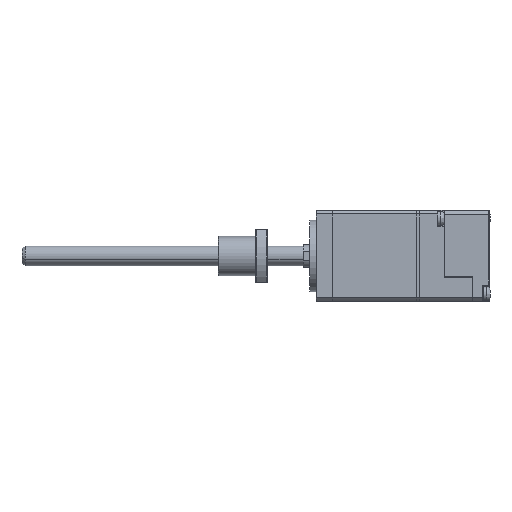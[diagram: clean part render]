
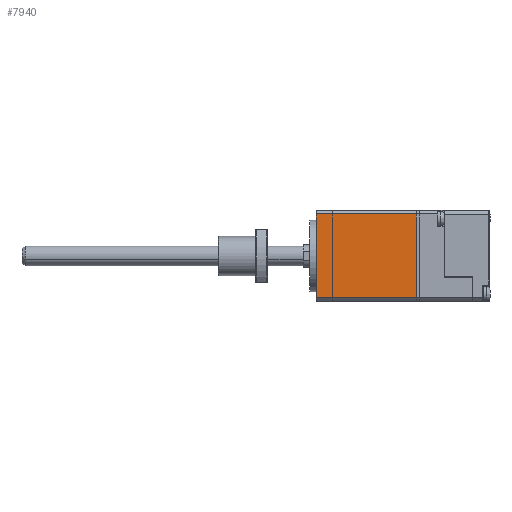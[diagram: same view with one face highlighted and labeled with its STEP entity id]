
A CAD part, left-side view. The second image highlights one B-rep face of the part: STEP entity #7940.
In plain terms, the highlighted planar face has unit normal (-1, 0, 0).
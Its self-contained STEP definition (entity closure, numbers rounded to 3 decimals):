
#123 = ORIENTED_EDGE ( 'NONE', *, *, #7762, .F. ) ;
#126 = VECTOR ( 'NONE', #1921, 1000. ) ;
#559 = VECTOR ( 'NONE', #6566, 1000. ) ;
#936 = VERTEX_POINT ( 'NONE', #8180 ) ;
#1085 = ORIENTED_EDGE ( 'NONE', *, *, #7263, .T. ) ;
#1793 = CARTESIAN_POINT ( 'NONE',  ( -26.711, -0.974, 6.755 ) ) ;
#1921 = DIRECTION ( 'NONE',  ( 0., -1., 0. ) ) ;
#1968 = CARTESIAN_POINT ( 'NONE',  ( -26.711, -31.654, 32.445 ) ) ;
#2117 = LINE ( 'NONE', #2665, #126 ) ;
#2665 = CARTESIAN_POINT ( 'NONE',  ( -26.711, -0.974, 6.755 ) ) ;
#2847 = CARTESIAN_POINT ( 'NONE',  ( -26.711, -0.974, 32.445 ) ) ;
#3154 = VECTOR ( 'NONE', #4700, 1000. ) ;
#3660 = PLANE ( 'NONE',  #3938 ) ;
#3693 = DIRECTION ( 'NONE',  ( 0., 0., -1. ) ) ;
#3849 = EDGE_CURVE ( 'NONE', #6963, #936, #2117, .T. ) ;
#3853 = EDGE_LOOP ( 'NONE', ( #123, #7160, #1085, #7329 ) ) ;
#3938 = AXIS2_PLACEMENT_3D ( 'NONE', #8852, #8148, #3693 ) ;
#3952 = CARTESIAN_POINT ( 'NONE',  ( -26.711, -0.974, 32.445 ) ) ;
#3984 = VERTEX_POINT ( 'NONE', #5015 ) ;
#4700 = DIRECTION ( 'NONE',  ( 0., -1., 0. ) ) ;
#4717 = CARTESIAN_POINT ( 'NONE',  ( -26.711, -0.974, 32.445 ) ) ;
#5015 = CARTESIAN_POINT ( 'NONE',  ( -26.711, -31.654, 32.445 ) ) ;
#6420 = DIRECTION ( 'NONE',  ( 0., 0., -1. ) ) ;
#6520 = LINE ( 'NONE', #2847, #559 ) ;
#6566 = DIRECTION ( 'NONE',  ( 0., 0., -1. ) ) ;
#6742 = VECTOR ( 'NONE', #6420, 1000. ) ;
#6896 = EDGE_CURVE ( 'NONE', #7532, #3984, #9078, .T. ) ;
#6963 = VERTEX_POINT ( 'NONE', #1793 ) ;
#7160 = ORIENTED_EDGE ( 'NONE', *, *, #6896, .F. ) ;
#7263 = EDGE_CURVE ( 'NONE', #7532, #6963, #6520, .T. ) ;
#7309 = FACE_OUTER_BOUND ( 'NONE', #3853, .T. ) ;
#7329 = ORIENTED_EDGE ( 'NONE', *, *, #3849, .T. ) ;
#7532 = VERTEX_POINT ( 'NONE', #4717 ) ;
#7762 = EDGE_CURVE ( 'NONE', #3984, #936, #8250, .T. ) ;
#7940 = ADVANCED_FACE ( 'NONE', ( #7309 ), #3660, .T. ) ;
#8148 = DIRECTION ( 'NONE',  ( -1., 0., 0. ) ) ;
#8180 = CARTESIAN_POINT ( 'NONE',  ( -26.711, -31.654, 6.755 ) ) ;
#8250 = LINE ( 'NONE', #1968, #6742 ) ;
#8852 = CARTESIAN_POINT ( 'NONE',  ( -26.711, -0.974, 32.445 ) ) ;
#9078 = LINE ( 'NONE', #3952, #3154 ) ;
